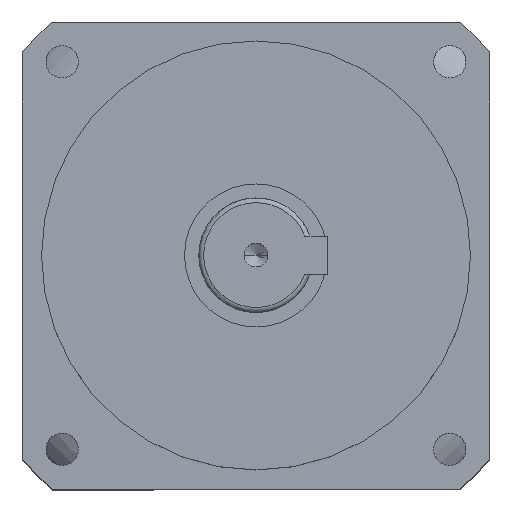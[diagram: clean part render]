
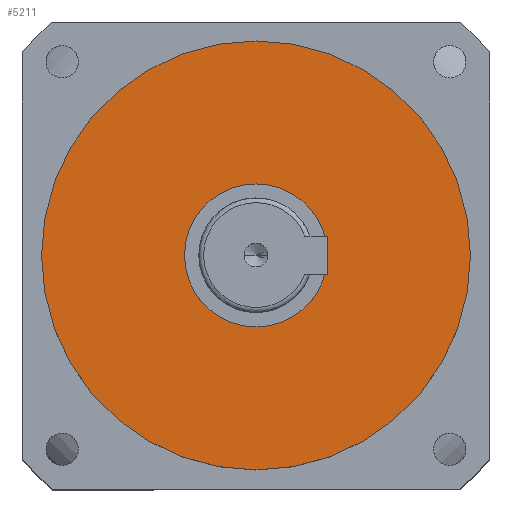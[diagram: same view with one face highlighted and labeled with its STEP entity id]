
A CAD part, top view. The second image highlights one B-rep face of the part: STEP entity #5211.
In plain terms, the highlighted planar face has unit normal (0, 0, 1).
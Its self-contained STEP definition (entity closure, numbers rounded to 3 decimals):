
#145 = DIRECTION ( 'NONE',  ( 1., 0., 0. ) ) ;
#311 = EDGE_CURVE ( 'NONE', #722, #6377, #2245, .T. ) ;
#534 = CARTESIAN_POINT ( 'NONE',  ( 15., 0., -41. ) ) ;
#722 = VERTEX_POINT ( 'NONE', #5381 ) ;
#932 = ORIENTED_EDGE ( 'NONE', *, *, #4571, .F. ) ;
#1161 = CARTESIAN_POINT ( 'NONE',  ( 0., 0., -41. ) ) ;
#1458 = CARTESIAN_POINT ( 'NONE',  ( 0., 45., -41. ) ) ;
#1894 = ORIENTED_EDGE ( 'NONE', *, *, #7726, .T. ) ;
#1936 = DIRECTION ( 'NONE',  ( 0., 0., 1. ) ) ;
#2092 = VERTEX_POINT ( 'NONE', #4726 ) ;
#2138 = EDGE_LOOP ( 'NONE', ( #4837, #1894 ) ) ;
#2151 = DIRECTION ( 'NONE',  ( -1., 0., 0. ) ) ;
#2231 = AXIS2_PLACEMENT_3D ( 'NONE', #8157, #3997, #8868 ) ;
#2245 = CIRCLE ( 'NONE', #4338, 15. ) ;
#3371 = ORIENTED_EDGE ( 'NONE', *, *, #311, .F. ) ;
#3948 = DIRECTION ( 'NONE',  ( 0., 0., 1. ) ) ;
#3997 = DIRECTION ( 'NONE',  ( 0., 0., 1. ) ) ;
#4011 = DIRECTION ( 'NONE',  ( 1., 0., 0. ) ) ;
#4281 = DIRECTION ( 'NONE',  ( 0., 0., 1. ) ) ;
#4338 = AXIS2_PLACEMENT_3D ( 'NONE', #1161, #1936, #4011 ) ;
#4571 = EDGE_CURVE ( 'NONE', #6377, #722, #6559, .T. ) ;
#4714 = CIRCLE ( 'NONE', #2231, 45. ) ;
#4718 = CARTESIAN_POINT ( 'NONE',  ( 45., 0., -41. ) ) ;
#4726 = CARTESIAN_POINT ( 'NONE',  ( -45., 0., -41. ) ) ;
#4752 = FACE_OUTER_BOUND ( 'NONE', #2138, .T. ) ;
#4837 = ORIENTED_EDGE ( 'NONE', *, *, #7983, .T. ) ;
#4939 = PLANE ( 'NONE',  #7536 ) ;
#5211 = ADVANCED_FACE ( 'NONE', ( #6163, #4752 ), #4939, .F. ) ;
#5381 = CARTESIAN_POINT ( 'NONE',  ( -15., 0., -41. ) ) ;
#5640 = EDGE_LOOP ( 'NONE', ( #932, #3371 ) ) ;
#6163 = FACE_BOUND ( 'NONE', #5640, .T. ) ;
#6333 = DIRECTION ( 'NONE',  ( 0., 0., -1. ) ) ;
#6377 = VERTEX_POINT ( 'NONE', #534 ) ;
#6437 = CIRCLE ( 'NONE', #7247, 45. ) ;
#6559 = CIRCLE ( 'NONE', #8388, 15. ) ;
#7247 = AXIS2_PLACEMENT_3D ( 'NONE', #8439, #4281, #145 ) ;
#7536 = AXIS2_PLACEMENT_3D ( 'NONE', #1458, #6333, #2151 ) ;
#7726 = EDGE_CURVE ( 'NONE', #2092, #7999, #6437, .T. ) ;
#7983 = EDGE_CURVE ( 'NONE', #7999, #2092, #4714, .T. ) ;
#7999 = VERTEX_POINT ( 'NONE', #4718 ) ;
#8108 = CARTESIAN_POINT ( 'NONE',  ( 0., 0., -41. ) ) ;
#8157 = CARTESIAN_POINT ( 'NONE',  ( 0., 0., -41. ) ) ;
#8388 = AXIS2_PLACEMENT_3D ( 'NONE', #8108, #3948, #8806 ) ;
#8439 = CARTESIAN_POINT ( 'NONE',  ( 0., 0., -41. ) ) ;
#8806 = DIRECTION ( 'NONE',  ( 1., 0., 0. ) ) ;
#8868 = DIRECTION ( 'NONE',  ( 1., 0., 0. ) ) ;
